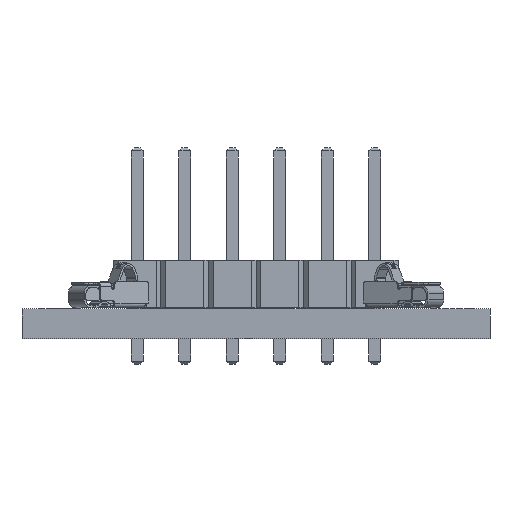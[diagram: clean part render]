
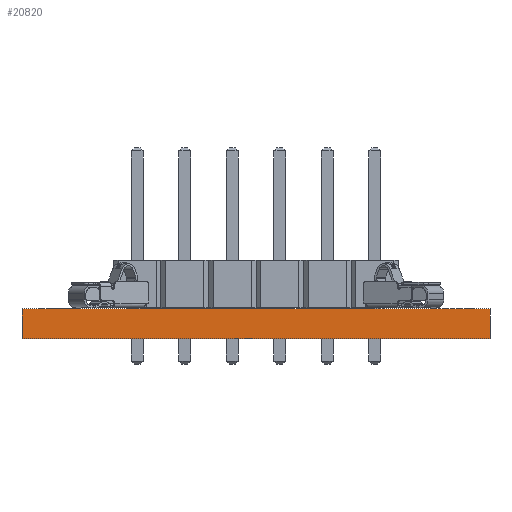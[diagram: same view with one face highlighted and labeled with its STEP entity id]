
A CAD part, front view. The second image highlights one B-rep face of the part: STEP entity #20820.
In plain terms, the highlighted planar face has unit normal (0, -1, 0).
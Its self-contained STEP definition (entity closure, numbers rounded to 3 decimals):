
#20639 = PLANE('',#20640);
#20640 = AXIS2_PLACEMENT_3D('',#20641,#20642,#20643);
#20641 = CARTESIAN_POINT('',(-12.5,14.,0.));
#20642 = DIRECTION('',(1.,0.,-0.));
#20643 = DIRECTION('',(0.,-1.,0.));
#20664 = VERTEX_POINT('',#20665);
#20665 = CARTESIAN_POINT('',(-12.5,-14.,1.6));
#20679 = PLANE('',#20680);
#20680 = AXIS2_PLACEMENT_3D('',#20681,#20682,#20683);
#20681 = CARTESIAN_POINT('',(0.,0.,1.6));
#20682 = DIRECTION('',(0.,0.,1.));
#20683 = DIRECTION('',(1.,0.,-0.));
#20691 = EDGE_CURVE('',#20692,#20664,#20694,.T.);
#20692 = VERTEX_POINT('',#20693);
#20693 = CARTESIAN_POINT('',(-12.5,-14.,0.));
#20694 = SURFACE_CURVE('',#20695,(#20699,#20706),.PCURVE_S1.);
#20695 = LINE('',#20696,#20697);
#20696 = CARTESIAN_POINT('',(-12.5,-14.,0.));
#20697 = VECTOR('',#20698,1.);
#20698 = DIRECTION('',(0.,0.,1.));
#20699 = PCURVE('',#20639,#20700);
#20700 = DEFINITIONAL_REPRESENTATION('',(#20701),#20705);
#20701 = LINE('',#20702,#20703);
#20702 = CARTESIAN_POINT('',(28.,0.));
#20703 = VECTOR('',#20704,1.);
#20704 = DIRECTION('',(0.,-1.));
#20705 = ( GEOMETRIC_REPRESENTATION_CONTEXT(2) 
PARAMETRIC_REPRESENTATION_CONTEXT() REPRESENTATION_CONTEXT('2D SPACE',''
  ) );
#20706 = PCURVE('',#20707,#20712);
#20707 = PLANE('',#20708);
#20708 = AXIS2_PLACEMENT_3D('',#20709,#20710,#20711);
#20709 = CARTESIAN_POINT('',(-12.5,-14.,0.));
#20710 = DIRECTION('',(0.,1.,0.));
#20711 = DIRECTION('',(1.,0.,0.));
#20712 = DEFINITIONAL_REPRESENTATION('',(#20713),#20717);
#20713 = LINE('',#20714,#20715);
#20714 = CARTESIAN_POINT('',(0.,0.));
#20715 = VECTOR('',#20716,1.);
#20716 = DIRECTION('',(0.,-1.));
#20717 = ( GEOMETRIC_REPRESENTATION_CONTEXT(2) 
PARAMETRIC_REPRESENTATION_CONTEXT() REPRESENTATION_CONTEXT('2D SPACE',''
  ) );
#20733 = PLANE('',#20734);
#20734 = AXIS2_PLACEMENT_3D('',#20735,#20736,#20737);
#20735 = CARTESIAN_POINT('',(0.,0.,0.));
#20736 = DIRECTION('',(0.,0.,1.));
#20737 = DIRECTION('',(1.,0.,-0.));
#20766 = PLANE('',#20767);
#20767 = AXIS2_PLACEMENT_3D('',#20768,#20769,#20770);
#20768 = CARTESIAN_POINT('',(12.5,-14.,0.));
#20769 = DIRECTION('',(-1.,0.,0.));
#20770 = DIRECTION('',(0.,1.,0.));
#20820 = ADVANCED_FACE('',(#20821),#20707,.F.);
#20821 = FACE_BOUND('',#20822,.F.);
#20822 = EDGE_LOOP('',(#20823,#20824,#20847,#20870));
#20823 = ORIENTED_EDGE('',*,*,#20691,.T.);
#20824 = ORIENTED_EDGE('',*,*,#20825,.T.);
#20825 = EDGE_CURVE('',#20664,#20826,#20828,.T.);
#20826 = VERTEX_POINT('',#20827);
#20827 = CARTESIAN_POINT('',(12.5,-14.,1.6));
#20828 = SURFACE_CURVE('',#20829,(#20833,#20840),.PCURVE_S1.);
#20829 = LINE('',#20830,#20831);
#20830 = CARTESIAN_POINT('',(-12.5,-14.,1.6));
#20831 = VECTOR('',#20832,1.);
#20832 = DIRECTION('',(1.,0.,0.));
#20833 = PCURVE('',#20707,#20834);
#20834 = DEFINITIONAL_REPRESENTATION('',(#20835),#20839);
#20835 = LINE('',#20836,#20837);
#20836 = CARTESIAN_POINT('',(0.,-1.6));
#20837 = VECTOR('',#20838,1.);
#20838 = DIRECTION('',(1.,0.));
#20839 = ( GEOMETRIC_REPRESENTATION_CONTEXT(2) 
PARAMETRIC_REPRESENTATION_CONTEXT() REPRESENTATION_CONTEXT('2D SPACE',''
  ) );
#20840 = PCURVE('',#20679,#20841);
#20841 = DEFINITIONAL_REPRESENTATION('',(#20842),#20846);
#20842 = LINE('',#20843,#20844);
#20843 = CARTESIAN_POINT('',(-12.5,-14.));
#20844 = VECTOR('',#20845,1.);
#20845 = DIRECTION('',(1.,0.));
#20846 = ( GEOMETRIC_REPRESENTATION_CONTEXT(2) 
PARAMETRIC_REPRESENTATION_CONTEXT() REPRESENTATION_CONTEXT('2D SPACE',''
  ) );
#20847 = ORIENTED_EDGE('',*,*,#20848,.F.);
#20848 = EDGE_CURVE('',#20849,#20826,#20851,.T.);
#20849 = VERTEX_POINT('',#20850);
#20850 = CARTESIAN_POINT('',(12.5,-14.,0.));
#20851 = SURFACE_CURVE('',#20852,(#20856,#20863),.PCURVE_S1.);
#20852 = LINE('',#20853,#20854);
#20853 = CARTESIAN_POINT('',(12.5,-14.,0.));
#20854 = VECTOR('',#20855,1.);
#20855 = DIRECTION('',(0.,0.,1.));
#20856 = PCURVE('',#20707,#20857);
#20857 = DEFINITIONAL_REPRESENTATION('',(#20858),#20862);
#20858 = LINE('',#20859,#20860);
#20859 = CARTESIAN_POINT('',(25.,0.));
#20860 = VECTOR('',#20861,1.);
#20861 = DIRECTION('',(0.,-1.));
#20862 = ( GEOMETRIC_REPRESENTATION_CONTEXT(2) 
PARAMETRIC_REPRESENTATION_CONTEXT() REPRESENTATION_CONTEXT('2D SPACE',''
  ) );
#20863 = PCURVE('',#20766,#20864);
#20864 = DEFINITIONAL_REPRESENTATION('',(#20865),#20869);
#20865 = LINE('',#20866,#20867);
#20866 = CARTESIAN_POINT('',(0.,0.));
#20867 = VECTOR('',#20868,1.);
#20868 = DIRECTION('',(0.,-1.));
#20869 = ( GEOMETRIC_REPRESENTATION_CONTEXT(2) 
PARAMETRIC_REPRESENTATION_CONTEXT() REPRESENTATION_CONTEXT('2D SPACE',''
  ) );
#20870 = ORIENTED_EDGE('',*,*,#20871,.F.);
#20871 = EDGE_CURVE('',#20692,#20849,#20872,.T.);
#20872 = SURFACE_CURVE('',#20873,(#20877,#20884),.PCURVE_S1.);
#20873 = LINE('',#20874,#20875);
#20874 = CARTESIAN_POINT('',(-12.5,-14.,0.));
#20875 = VECTOR('',#20876,1.);
#20876 = DIRECTION('',(1.,0.,0.));
#20877 = PCURVE('',#20707,#20878);
#20878 = DEFINITIONAL_REPRESENTATION('',(#20879),#20883);
#20879 = LINE('',#20880,#20881);
#20880 = CARTESIAN_POINT('',(0.,0.));
#20881 = VECTOR('',#20882,1.);
#20882 = DIRECTION('',(1.,0.));
#20883 = ( GEOMETRIC_REPRESENTATION_CONTEXT(2) 
PARAMETRIC_REPRESENTATION_CONTEXT() REPRESENTATION_CONTEXT('2D SPACE',''
  ) );
#20884 = PCURVE('',#20733,#20885);
#20885 = DEFINITIONAL_REPRESENTATION('',(#20886),#20890);
#20886 = LINE('',#20887,#20888);
#20887 = CARTESIAN_POINT('',(-12.5,-14.));
#20888 = VECTOR('',#20889,1.);
#20889 = DIRECTION('',(1.,0.));
#20890 = ( GEOMETRIC_REPRESENTATION_CONTEXT(2) 
PARAMETRIC_REPRESENTATION_CONTEXT() REPRESENTATION_CONTEXT('2D SPACE',''
  ) );
